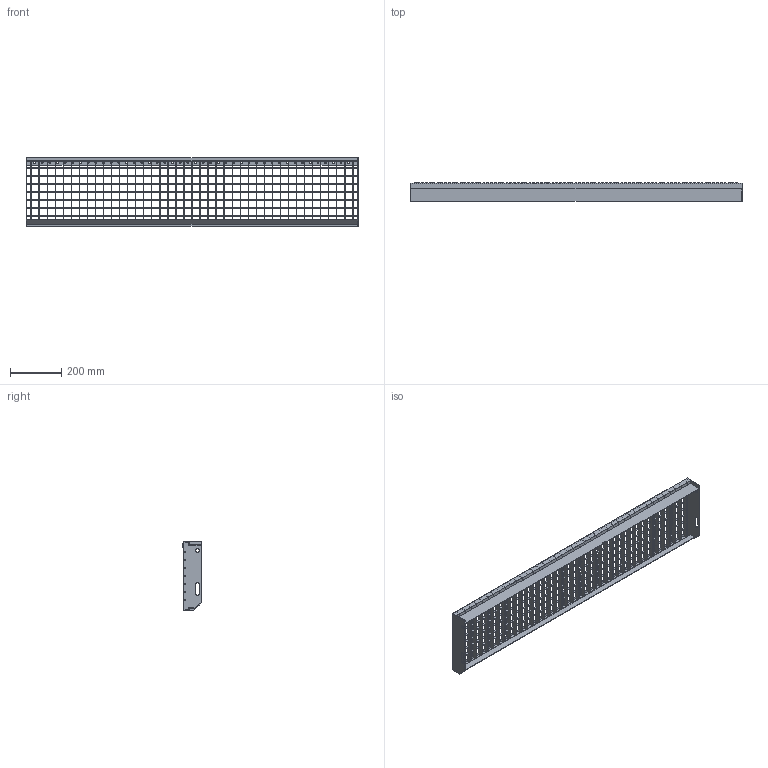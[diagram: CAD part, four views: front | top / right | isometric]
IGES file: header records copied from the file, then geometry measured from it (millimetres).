
Start section: SolidWorks IGES file using analytic representation for surfaces
Global section: file name: 40.1302730.7.igs; native system: SolidWorks 2015; preprocessor: SolidWorks 2015; author: Chris; date: 151004.092223; units: millimetre
Bounding box: 1300 x 72.67 x 270 mm (x, y, z)
Surface area: 1237194.8 mm2 (no closed solid volume)
Topology: 0 solids, 0 shells, 1128 faces, 17392 edges, 17392 vertices
Faces by surface type: bspline 778, revolution 350
